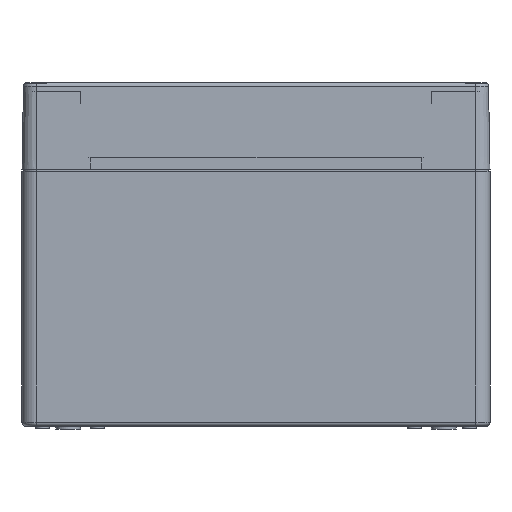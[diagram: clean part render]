
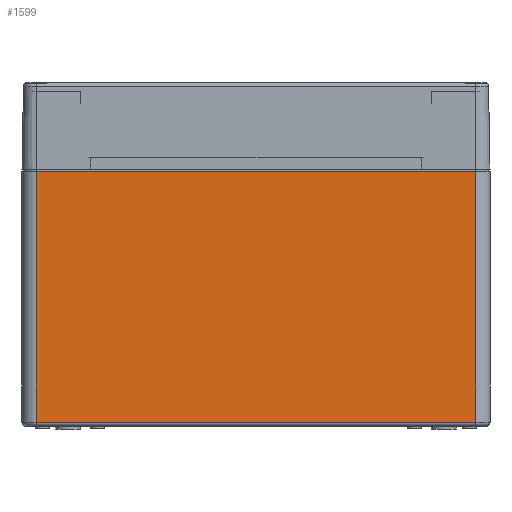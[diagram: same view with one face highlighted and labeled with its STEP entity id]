
A CAD part, front view. The second image highlights one B-rep face of the part: STEP entity #1599.
In plain terms, the highlighted planar face has unit normal (0, -1, 0).
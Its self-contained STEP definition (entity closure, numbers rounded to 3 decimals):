
#1599 = ADVANCED_FACE( '', ( #3966 ), #3967, .F. );
#3966 = FACE_OUTER_BOUND( '', #7250, .T. );
#3967 = PLANE( '', #7251 );
#7250 = EDGE_LOOP( '', ( #11772, #11773, #11774, #11775 ) );
#7251 = AXIS2_PLACEMENT_3D( '', #11776, #11777, #11778 );
#11772 = ORIENTED_EDGE( '', *, *, #19834, .F. );
#11773 = ORIENTED_EDGE( '', *, *, #19835, .T. );
#11774 = ORIENTED_EDGE( '', *, *, #19836, .F. );
#11775 = ORIENTED_EDGE( '', *, *, #19796, .F. );
#11776 = CARTESIAN_POINT( '', ( 76., -126., 0. ) );
#11777 = DIRECTION( '', ( 0., 1., 0. ) );
#11778 = DIRECTION( '', ( 0., 0., 1. ) );
#19796 = EDGE_CURVE( '', #24065, #24068, #24069, .T. );
#19834 = EDGE_CURVE( '', #24126, #24065, #24127, .T. );
#19835 = EDGE_CURVE( '', #24126, #24128, #24129, .T. );
#19836 = EDGE_CURVE( '', #24068, #24128, #24130, .T. );
#24065 = VERTEX_POINT( '', #30213 );
#24068 = VERTEX_POINT( '', #30216 );
#24069 = LINE( '', #30217, #30218 );
#24126 = VERTEX_POINT( '', #30293 );
#24127 = LINE( '', #30294, #30295 );
#24128 = VERTEX_POINT( '', #30296 );
#24129 = LINE( '', #30297, #30298 );
#24130 = LINE( '', #30299, #30300 );
#30213 = CARTESIAN_POINT( '', ( 76., -126., -1.7 ) );
#30216 = CARTESIAN_POINT( '', ( 76., -126., -88.5 ) );
#30217 = CARTESIAN_POINT( '', ( 76., -126., 0. ) );
#30218 = VECTOR( '', #36475, 1000. );
#30293 = CARTESIAN_POINT( '', ( -76., -126., -1.7 ) );
#30294 = CARTESIAN_POINT( '', ( 76., -126., -1.7 ) );
#30295 = VECTOR( '', #36524, 1000. );
#30296 = CARTESIAN_POINT( '', ( -76., -126., -88.5 ) );
#30297 = CARTESIAN_POINT( '', ( -76., -126., 0. ) );
#30298 = VECTOR( '', #36525, 1000. );
#30299 = CARTESIAN_POINT( '', ( 76., -126., -88.5 ) );
#30300 = VECTOR( '', #36526, 1000. );
#36475 = DIRECTION( '', ( 0., 0., -1. ) );
#36524 = DIRECTION( '', ( 1., 0., 0. ) );
#36525 = DIRECTION( '', ( 0., 0., -1. ) );
#36526 = DIRECTION( '', ( -1., 0., 0. ) );
